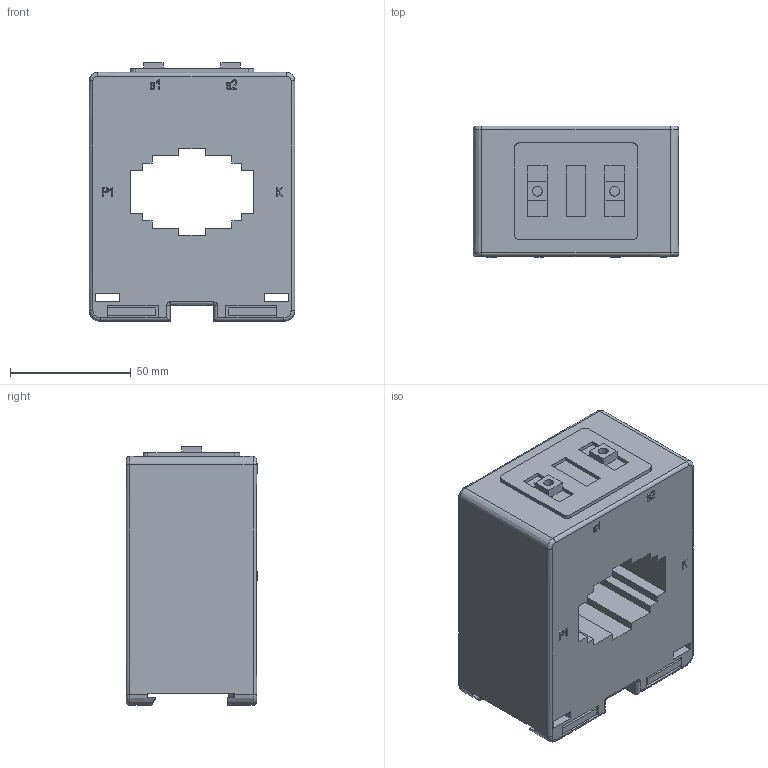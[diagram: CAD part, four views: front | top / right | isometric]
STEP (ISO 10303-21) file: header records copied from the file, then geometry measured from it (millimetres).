
FILE_DESCRIPTION(/* description */ (''),/* implementation_level */ '2;1');
FILE_NAME(/* name */ 'TAC051',/* time_stamp */ '2011-05-31T13:37:36+02:00',/* author */ (''),/* organization */ (''),/* preprocessor_version */ 'ST-DEVELOPER v8',/* originating_system */ '',/* authorisation */ '');
FILE_SCHEMA (('CONFIG_CONTROL_DESIGN'));
Length unit declared in the file: millimetre
Products named in the file (1): 1
Bounding box: 85 x 54.5 x 107 mm (x, y, z)
Volume: 371912.4 mm3; surface area: 54639.5 mm2
Topology: 13 solids, 13 shells, 248 faces, 650 edges, 420 vertices
Faces by surface type: bspline 248
Entity records: 9732 total; most frequent: CARTESIAN_POINT 5677, ORIENTED_EDGE 1292, EDGE_CURVE 646, B_SPLINE_CURVE_WITH_KNOTS 601, VERTEX_POINT 422, EDGE_LOOP 266, ADVANCED_FACE 248, FACE_OUTER_BOUND 248
